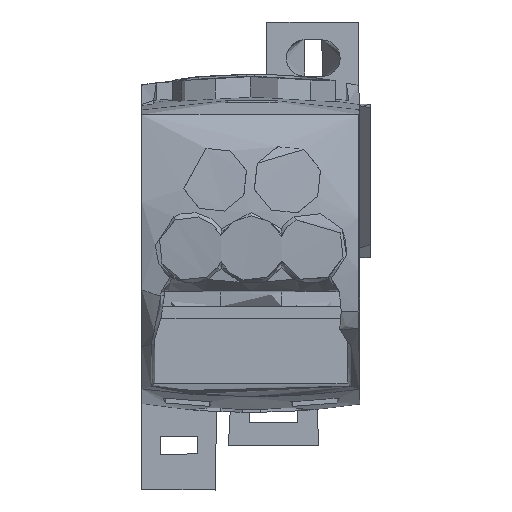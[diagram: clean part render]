
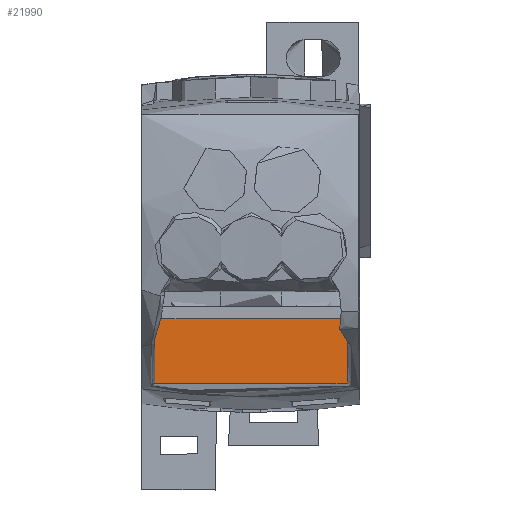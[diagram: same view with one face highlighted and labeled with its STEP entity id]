
A CAD part, top view. The second image highlights one B-rep face of the part: STEP entity #21990.
In plain terms, the highlighted planar face has unit normal (0, -0.009, 1).
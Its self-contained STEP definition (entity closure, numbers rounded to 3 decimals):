
#21952=AXIS2_PLACEMENT_3D('Plane Axis2P3D',#21949,#21950,#21951) ;
#19699=CARTESIAN_POINT('Vertex',(29.917,24.839,30.968)) ;
#19702=CARTESIAN_POINT('Line Origine',(29.917,22.647,30.948)) ;
#19706=CARTESIAN_POINT('Vertex',(29.917,20.454,30.929)) ;
#19709=CARTESIAN_POINT('Line Origine',(29.917,18.048,30.908)) ;
#19713=CARTESIAN_POINT('Vertex',(29.917,15.642,30.887)) ;
#19847=CARTESIAN_POINT('Vertex',(29.978,15.383,30.885)) ;
#19884=CARTESIAN_POINT('Control Point',(29.917,15.642,30.887)) ;
#19885=CARTESIAN_POINT('Control Point',(29.917,15.552,30.887)) ;
#19886=CARTESIAN_POINT('Control Point',(29.938,15.463,30.886)) ;
#19887=CARTESIAN_POINT('Control Point',(29.978,15.383,30.885)) ;
#20438=CARTESIAN_POINT('Vertex',(1.917,15.642,30.887)) ;
#20441=CARTESIAN_POINT('Line Origine',(1.917,20.24,30.927)) ;
#20445=CARTESIAN_POINT('Vertex',(1.917,24.839,30.968)) ;
#21831=CARTESIAN_POINT('Line Origine',(13.208,24.839,30.968)) ;
#21949=CARTESIAN_POINT('Axis2P3D Location',(15.917,11.558,30.852)) ;
#21955=CARTESIAN_POINT('Control Point',(1.917,15.642,30.887)) ;
#21956=CARTESIAN_POINT('Control Point',(1.917,15.588,30.887)) ;
#21957=CARTESIAN_POINT('Control Point',(1.911,15.535,30.886)) ;
#21958=CARTESIAN_POINT('Control Point',(1.899,15.481,30.886)) ;
#21959=CARTESIAN_POINT('Control Point',(1.88,15.431,30.886)) ;
#21960=CARTESIAN_POINT('Control Point',(1.856,15.383,30.885)) ;
#21961=CARTESIAN_POINT('Vertex',(1.856,15.383,30.885)) ;
#21965=CARTESIAN_POINT('Control Point',(1.856,15.383,30.885)) ;
#21966=CARTESIAN_POINT('Control Point',(2.888,15.254,30.884)) ;
#21967=CARTESIAN_POINT('Control Point',(3.921,15.137,30.883)) ;
#21968=CARTESIAN_POINT('Control Point',(4.956,15.031,30.882)) ;
#21969=CARTESIAN_POINT('Control Point',(10.146,14.563,30.878)) ;
#21970=CARTESIAN_POINT('Control Point',(15.359,14.393,30.876)) ;
#21971=CARTESIAN_POINT('Control Point',(19.535,14.45,30.877)) ;
#21972=CARTESIAN_POINT('Control Point',(23.916,14.711,30.879)) ;
#21973=CARTESIAN_POINT('Control Point',(28.275,15.183,30.883)) ;
#21974=CARTESIAN_POINT('Control Point',(28.488,15.206,30.884)) ;
#21975=CARTESIAN_POINT('Control Point',(28.914,15.255,30.884)) ;
#21976=CARTESIAN_POINT('Control Point',(29.34,15.305,30.884)) ;
#21977=CARTESIAN_POINT('Control Point',(29.552,15.33,30.885)) ;
#21978=CARTESIAN_POINT('Control Point',(29.765,15.357,30.885)) ;
#21979=CARTESIAN_POINT('Control Point',(29.978,15.383,30.885)) ;
#19703=DIRECTION('Vector Direction',(0.,1.,0.009)) ;
#19710=DIRECTION('Vector Direction',(0.,1.,0.009)) ;
#20442=DIRECTION('Vector Direction',(0.,-1.,-0.009)) ;
#21832=DIRECTION('Vector Direction',(1.,0.,0.)) ;
#21950=DIRECTION('Axis2P3D Direction',(0.,0.009,-1.)) ;
#21951=DIRECTION('Axis2P3D XDirection',(0.,1.,0.009)) ;
#19704=VECTOR('Line Direction',#19703,1.) ;
#19711=VECTOR('Line Direction',#19710,1.) ;
#20443=VECTOR('Line Direction',#20442,1.) ;
#21833=VECTOR('Line Direction',#21832,1.) ;
#21982=ORIENTED_EDGE('',*,*,#21835,.F.) ;
#21983=ORIENTED_EDGE('',*,*,#20447,.T.) ;
#21984=ORIENTED_EDGE('',*,*,#21963,.T.) ;
#21985=ORIENTED_EDGE('',*,*,#21980,.T.) ;
#21986=ORIENTED_EDGE('',*,*,#19888,.F.) ;
#21987=ORIENTED_EDGE('',*,*,#19715,.T.) ;
#21988=ORIENTED_EDGE('',*,*,#19708,.T.) ;
#21990=ADVANCED_FACE('V2',(#21989),#21953,.F.) ;
#19883=B_SPLINE_CURVE_WITH_KNOTS('',3,(#19884,#19885,#19886,#19887),.UNSPECIFIED.,.F.,.U.,(4,4),(0.,0.392),.UNSPECIFIED.) ;
#21954=B_SPLINE_CURVE_WITH_KNOTS('',5,(#21955,#21956,#21957,#21958,#21959,#21960),.UNSPECIFIED.,.F.,.U.,(6,6),(0.,0.38),.UNSPECIFIED.) ;
#21964=B_SPLINE_CURVE_WITH_KNOTS('',5,(#21965,#21966,#21967,#21968,#21969,#21970,#21971,#21972,#21973,#21974,#21975,#21976,#21977,#21978,#21979),.UNSPECIFIED.,.F.,.U.,(6,3,3,3,6),(0.,7.356,36.852,38.368,39.883),.UNSPECIFIED.) ;
#19708=EDGE_CURVE('',#19707,#19700,#19705,.T.) ;
#19715=EDGE_CURVE('',#19714,#19707,#19712,.T.) ;
#19888=EDGE_CURVE('',#19714,#19848,#19883,.T.) ;
#20447=EDGE_CURVE('',#20446,#20439,#20444,.T.) ;
#21835=EDGE_CURVE('',#20446,#19700,#21834,.T.) ;
#21963=EDGE_CURVE('',#20439,#21962,#21954,.T.) ;
#21980=EDGE_CURVE('',#21962,#19848,#21964,.T.) ;
#21981=EDGE_LOOP('',(#21982,#21983,#21984,#21985,#21986,#21987,#21988)) ;
#21989=FACE_OUTER_BOUND('',#21981,.T.) ;
#19705=LINE('Line',#19702,#19704) ;
#19712=LINE('Line',#19709,#19711) ;
#20444=LINE('Line',#20441,#20443) ;
#21834=LINE('Line',#21831,#21833) ;
#21953=PLANE('',#21952) ;
#19700=VERTEX_POINT('',#19699) ;
#19707=VERTEX_POINT('',#19706) ;
#19714=VERTEX_POINT('',#19713) ;
#19848=VERTEX_POINT('',#19847) ;
#20439=VERTEX_POINT('',#20438) ;
#20446=VERTEX_POINT('',#20445) ;
#21962=VERTEX_POINT('',#21961) ;
